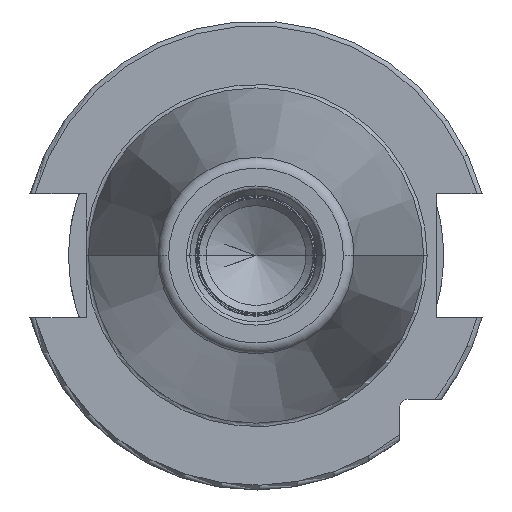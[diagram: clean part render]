
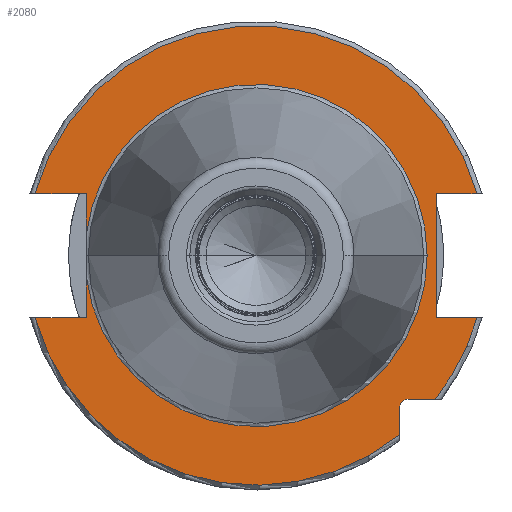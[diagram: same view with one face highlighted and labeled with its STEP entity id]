
A CAD part, left-side view. The second image highlights one B-rep face of the part: STEP entity #2080.
In plain terms, the highlighted planar face has unit normal (-1, 0, 0).
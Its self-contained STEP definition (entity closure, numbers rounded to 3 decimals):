
#117=CARTESIAN_POINT('',(3.2,0.,0.));
#118=DIRECTION('',(-1.,0.,0.));
#119=DIRECTION('',(0.,0.992,-0.124));
#120=AXIS2_PLACEMENT_3D('',#117,#118,#119);
#236=DIRECTION('',(0.,-1.,0.));
#237=VECTOR('',#236,5.654);
#238=CARTESIAN_POINT('',(3.2,-31.6,-29.85));
#239=LINE('',#238,#237);
#240=DIRECTION('',(0.,0.,1.));
#241=VECTOR('',#240,5.654);
#242=CARTESIAN_POINT('',(3.2,-29.85,-37.254));
#243=LINE('',#242,#241);
#244=CARTESIAN_POINT('',(3.2,0.,0.));
#245=DIRECTION('',(-1.,0.,0.));
#246=DIRECTION('',(0.,0.963,-0.27));
#247=AXIS2_PLACEMENT_3D('',#244,#245,#246);
#249=DIRECTION('',(0.,-1.,0.));
#250=VECTOR('',#249,10.661);
#251=CARTESIAN_POINT('',(3.2,45.961,-12.9));
#252=LINE('',#251,#250);
#253=DIRECTION('',(0.,0.,-1.));
#254=VECTOR('',#253,8.485);
#255=CARTESIAN_POINT('',(3.2,35.3,-4.415));
#256=LINE('',#255,#254);
#257=DIRECTION('',(0.,0.,-1.));
#258=VECTOR('',#257,8.485);
#259=CARTESIAN_POINT('',(3.2,35.3,12.9));
#260=LINE('',#259,#258);
#261=DIRECTION('',(0.,-1.,0.));
#262=VECTOR('',#261,10.661);
#263=CARTESIAN_POINT('',(3.2,45.961,12.9));
#264=LINE('',#263,#262);
#265=CARTESIAN_POINT('',(3.2,0.,0.));
#266=DIRECTION('',(1.,0.,0.));
#267=DIRECTION('',(0.,0.963,0.27));
#268=AXIS2_PLACEMENT_3D('',#265,#266,#267);
#270=DIRECTION('',(0.,1.,0.));
#271=VECTOR('',#270,8.461);
#272=CARTESIAN_POINT('',(3.2,-45.961,12.9));
#273=LINE('',#272,#271);
#274=DIRECTION('',(0.,0.,1.));
#275=VECTOR('',#274,25.8);
#276=CARTESIAN_POINT('',(3.2,-37.5,-12.9));
#277=LINE('',#276,#275);
#278=DIRECTION('',(0.,1.,0.));
#279=VECTOR('',#278,8.461);
#280=CARTESIAN_POINT('',(3.2,-45.961,-12.9));
#281=LINE('',#280,#279);
#282=CARTESIAN_POINT('',(3.2,0.,0.));
#283=DIRECTION('',(-1.,0.,0.));
#284=DIRECTION('',(0.,-0.78,-0.625));
#285=AXIS2_PLACEMENT_3D('',#282,#283,#284);
#296=CARTESIAN_POINT('',(3.2,-31.6,-31.6));
#297=DIRECTION('',(1.,0.,0.));
#298=DIRECTION('',(0.,1.,0.));
#299=AXIS2_PLACEMENT_3D('',#296,#297,#298);
#462=CARTESIAN_POINT('',(3.2,-37.254,-29.85));
#947=CARTESIAN_POINT('',(3.2,0.,0.));
#948=DIRECTION('',(1.,0.,0.));
#949=DIRECTION('',(0.,0.992,0.124));
#950=AXIS2_PLACEMENT_3D('',#947,#948,#949);
#1424=CARTESIAN_POINT('',(3.2,-35.575,0.));
#1426=VERTEX_POINT('',#1424);
#1546=CARTESIAN_POINT('',(3.2,45.961,12.9));
#1547=CARTESIAN_POINT('',(3.2,35.3,12.9));
#1548=VERTEX_POINT('',#1546);
#1549=VERTEX_POINT('',#1547);
#1550=CARTESIAN_POINT('',(3.2,35.3,4.415));
#1551=VERTEX_POINT('',#1550);
#1552=CARTESIAN_POINT('',(3.2,35.3,-4.415));
#1553=CARTESIAN_POINT('',(3.2,35.3,-12.9));
#1554=VERTEX_POINT('',#1552);
#1555=VERTEX_POINT('',#1553);
#1556=CARTESIAN_POINT('',(3.2,45.961,-12.9));
#1557=VERTEX_POINT('',#1556);
#1558=CARTESIAN_POINT('',(3.2,-45.961,-12.9));
#1559=CARTESIAN_POINT('',(3.2,-37.5,-12.9));
#1560=VERTEX_POINT('',#1558);
#1561=VERTEX_POINT('',#1559);
#1562=CARTESIAN_POINT('',(3.2,-37.5,12.9));
#1563=VERTEX_POINT('',#1562);
#1564=CARTESIAN_POINT('',(3.2,-45.961,12.9));
#1565=VERTEX_POINT('',#1564);
#1600=CARTESIAN_POINT('',(3.2,-29.85,-37.254));
#1601=VERTEX_POINT('',#1600);
#1606=CARTESIAN_POINT('',(3.2,-29.85,-31.6));
#1607=CARTESIAN_POINT('',(3.2,-31.6,-29.85));
#1608=VERTEX_POINT('',#1606);
#1609=VERTEX_POINT('',#1607);
#1628=VERTEX_POINT('',#462);
#2049=CARTESIAN_POINT('',(3.2,0.,0.));
#2050=DIRECTION('',(1.,0.,0.));
#2051=DIRECTION('',(0.,-1.,0.));
#2052=AXIS2_PLACEMENT_3D('',#2049,#2050,#2051);
#2053=PLANE('',#2052);
#2055=ORIENTED_EDGE('',*,*,#2054,.F.);
#2057=ORIENTED_EDGE('',*,*,#2056,.F.);
#2059=ORIENTED_EDGE('',*,*,#2058,.F.);
#2061=ORIENTED_EDGE('',*,*,#2060,.F.);
#2062=ORIENTED_EDGE('',*,*,#1906,.T.);
#2063=ORIENTED_EDGE('',*,*,#1893,.F.);
#2064=ORIENTED_EDGE('',*,*,#1862,.T.);
#2066=ORIENTED_EDGE('',*,*,#2065,.F.);
#2067=ORIENTED_EDGE('',*,*,#1888,.F.);
#2069=ORIENTED_EDGE('',*,*,#2068,.F.);
#2071=ORIENTED_EDGE('',*,*,#2070,.T.);
#2072=ORIENTED_EDGE('',*,*,#2022,.T.);
#2073=ORIENTED_EDGE('',*,*,#2010,.F.);
#2075=ORIENTED_EDGE('',*,*,#2074,.F.);
#2077=ORIENTED_EDGE('',*,*,#2076,.F.);
#2078=EDGE_LOOP('',(#2055,#2057,#2059,#2061,#2062,#2063,#2064,#2066,#2067,#2069,
#2071,#2072,#2073,#2075,#2077));
#2079=FACE_OUTER_BOUND('',#2078,.F.);
#2080=ADVANCED_FACE('',(#2079),#2053,.F.);
#121=CIRCLE('',#120,35.575);
#248=CIRCLE('',#247,47.738);
#269=CIRCLE('',#268,47.738);
#286=CIRCLE('',#285,47.738);
#300=CIRCLE('',#299,1.75);
#951=CIRCLE('',#950,35.575);
#1862=EDGE_CURVE('',#1554,#1426,#121,.T.);
#1888=EDGE_CURVE('',#1549,#1551,#260,.T.);
#1893=EDGE_CURVE('',#1554,#1555,#256,.T.);
#1906=EDGE_CURVE('',#1557,#1555,#252,.T.);
#2010=EDGE_CURVE('',#1561,#1563,#277,.T.);
#2022=EDGE_CURVE('',#1565,#1563,#273,.T.);
#2054=EDGE_CURVE('',#1609,#1628,#239,.T.);
#2056=EDGE_CURVE('',#1608,#1609,#300,.T.);
#2058=EDGE_CURVE('',#1601,#1608,#243,.T.);
#2060=EDGE_CURVE('',#1557,#1601,#248,.T.);
#2065=EDGE_CURVE('',#1551,#1426,#951,.T.);
#2068=EDGE_CURVE('',#1548,#1549,#264,.T.);
#2070=EDGE_CURVE('',#1548,#1565,#269,.T.);
#2074=EDGE_CURVE('',#1560,#1561,#281,.T.);
#2076=EDGE_CURVE('',#1628,#1560,#286,.T.);
